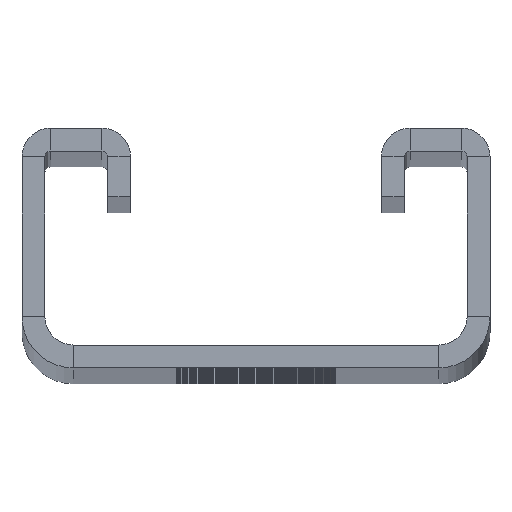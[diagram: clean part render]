
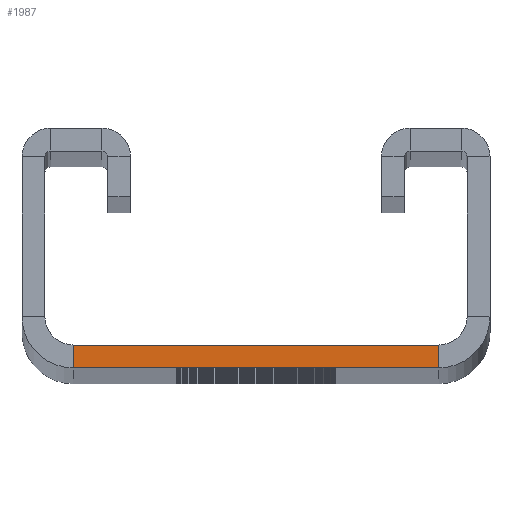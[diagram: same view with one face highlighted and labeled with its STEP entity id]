
A CAD part, top view. The second image highlights one B-rep face of the part: STEP entity #1987.
In plain terms, the highlighted planar face has unit normal (0, 0, 1).
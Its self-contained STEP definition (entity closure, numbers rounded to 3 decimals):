
#392 = CARTESIAN_POINT ( 'NONE',  ( -16., 0., 800. ) ) ;
#473 = EDGE_CURVE ( 'NONE', #3605, #1735, #3280, .T. ) ;
#570 = DIRECTION ( 'NONE',  ( 1., 0., 0. ) ) ;
#802 = DIRECTION ( 'NONE',  ( 1., 0., 0. ) ) ;
#808 = LINE ( 'NONE', #3356, #906 ) ;
#881 = CARTESIAN_POINT ( 'NONE',  ( 18.5, 4.5, 800. ) ) ;
#906 = VECTOR ( 'NONE', #4156, 1000. ) ;
#935 = CARTESIAN_POINT ( 'NONE',  ( 16., 2., 800. ) ) ;
#967 = CARTESIAN_POINT ( 'NONE',  ( 16., 0., 800. ) ) ;
#1155 = AXIS2_PLACEMENT_3D ( 'NONE', #881, #2891, #2416 ) ;
#1156 = EDGE_CURVE ( 'NONE', #2864, #1735, #808, .T. ) ;
#1283 = PLANE ( 'NONE',  #1155 ) ;
#1323 = CARTESIAN_POINT ( 'NONE',  ( 16., 2., 800. ) ) ;
#1423 = CARTESIAN_POINT ( 'NONE',  ( -16., 2., 800. ) ) ;
#1735 = VERTEX_POINT ( 'NONE', #1323 ) ;
#1834 = EDGE_CURVE ( 'NONE', #3605, #4070, #1901, .T. ) ;
#1901 = LINE ( 'NONE', #2843, #2054 ) ;
#1987 = ADVANCED_FACE ( 'NONE', ( #3197 ), #1283, .T. ) ;
#2054 = VECTOR ( 'NONE', #2727, 1000. ) ;
#2353 = CARTESIAN_POINT ( 'NONE',  ( 16., 0., 800. ) ) ;
#2416 = DIRECTION ( 'NONE',  ( 1., 0., 0. ) ) ;
#2417 = ORIENTED_EDGE ( 'NONE', *, *, #4005, .T. ) ;
#2507 = EDGE_LOOP ( 'NONE', ( #2417, #2602, #2859, #2510 ) ) ;
#2510 = ORIENTED_EDGE ( 'NONE', *, *, #1834, .T. ) ;
#2602 = ORIENTED_EDGE ( 'NONE', *, *, #1156, .T. ) ;
#2727 = DIRECTION ( 'NONE',  ( 0., -1., 0. ) ) ;
#2843 = CARTESIAN_POINT ( 'NONE',  ( -16., 2., 800. ) ) ;
#2859 = ORIENTED_EDGE ( 'NONE', *, *, #473, .F. ) ;
#2864 = VERTEX_POINT ( 'NONE', #2353 ) ;
#2891 = DIRECTION ( 'NONE',  ( 0., 0., 1. ) ) ;
#3197 = FACE_OUTER_BOUND ( 'NONE', #2507, .T. ) ;
#3280 = LINE ( 'NONE', #935, #3284 ) ;
#3284 = VECTOR ( 'NONE', #570, 1000. ) ;
#3356 = CARTESIAN_POINT ( 'NONE',  ( 16., 0., 800. ) ) ;
#3605 = VERTEX_POINT ( 'NONE', #1423 ) ;
#3868 = LINE ( 'NONE', #967, #3907 ) ;
#3907 = VECTOR ( 'NONE', #802, 1000. ) ;
#4005 = EDGE_CURVE ( 'NONE', #4070, #2864, #3868, .T. ) ;
#4070 = VERTEX_POINT ( 'NONE', #392 ) ;
#4156 = DIRECTION ( 'NONE',  ( 0., 1., 0. ) ) ;
